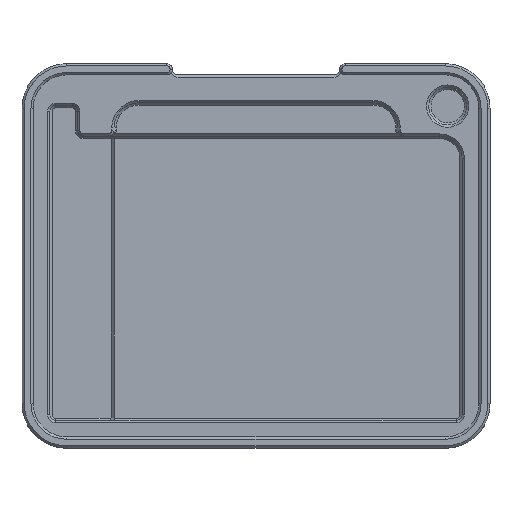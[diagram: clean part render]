
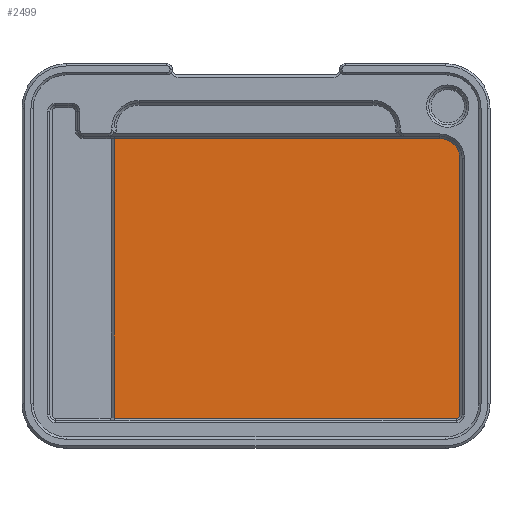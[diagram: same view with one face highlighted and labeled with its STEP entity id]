
A CAD part, top view. The second image highlights one B-rep face of the part: STEP entity #2499.
In plain terms, the highlighted planar face has unit normal (0, 0, 1).
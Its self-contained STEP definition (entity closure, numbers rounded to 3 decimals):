
#119=CIRCLE('',#2688,0.3);
#121=CIRCLE('',#2692,1.8);
#318=FACE_OUTER_BOUND('',#472,.T.);
#472=EDGE_LOOP('',(#2194,#2195,#2196,#2197,#2198,#2199));
#646=LINE('',#4027,#902);
#650=LINE('',#4039,#906);
#653=LINE('',#4049,#909);
#734=LINE('',#4239,#990);
#902=VECTOR('',#3244,10.);
#906=VECTOR('',#3256,10.);
#909=VECTOR('',#3267,10.);
#990=VECTOR('',#3484,10.);
#1162=VERTEX_POINT('',#4024);
#1163=VERTEX_POINT('',#4026);
#1165=VERTEX_POINT('',#4031);
#1167=VERTEX_POINT('',#4037);
#1169=VERTEX_POINT('',#4043);
#1170=VERTEX_POINT('',#4048);
#1444=EDGE_CURVE('',#1162,#1163,#646,.T.);
#1447=EDGE_CURVE('',#1165,#1162,#119,.T.);
#1450=EDGE_CURVE('',#1167,#1165,#650,.T.);
#1453=EDGE_CURVE('',#1169,#1167,#121,.T.);
#1455=EDGE_CURVE('',#1170,#1169,#653,.T.);
#1556=EDGE_CURVE('',#1163,#1170,#734,.T.);
#2194=ORIENTED_EDGE('',*,*,#1455,.F.);
#2195=ORIENTED_EDGE('',*,*,#1556,.F.);
#2196=ORIENTED_EDGE('',*,*,#1444,.F.);
#2197=ORIENTED_EDGE('',*,*,#1447,.F.);
#2198=ORIENTED_EDGE('',*,*,#1450,.F.);
#2199=ORIENTED_EDGE('',*,*,#1453,.F.);
#2352=PLANE('',#2762);
#2499=ADVANCED_FACE('',(#318),#2352,.T.);
#2688=AXIS2_PLACEMENT_3D('',#4033,#3249,#3250);
#2692=AXIS2_PLACEMENT_3D('',#4045,#3261,#3262);
#2762=AXIS2_PLACEMENT_3D('',#4238,#3482,#3483);
#3244=DIRECTION('',(-1.,0.,0.));
#3249=DIRECTION('center_axis',(0.,0.,-1.));
#3250=DIRECTION('ref_axis',(0.707,-0.707,0.));
#3256=DIRECTION('',(0.,-1.,0.));
#3261=DIRECTION('center_axis',(0.,0.,-1.));
#3262=DIRECTION('ref_axis',(0.707,0.707,0.));
#3267=DIRECTION('',(1.,0.,0.));
#3482=DIRECTION('center_axis',(0.,0.,1.));
#3483=DIRECTION('ref_axis',(1.,0.,0.));
#3484=DIRECTION('',(0.,1.,0.));
#4024=CARTESIAN_POINT('',(18.,-14.55,0.9));
#4026=CARTESIAN_POINT('',(-12.7,-14.55,0.9));
#4027=CARTESIAN_POINT('',(-9.25,-14.55,0.9));
#4031=CARTESIAN_POINT('',(18.3,-14.25,0.9));
#4033=CARTESIAN_POINT('Origin',(18.,-14.25,0.9));
#4037=CARTESIAN_POINT('',(18.3,8.75,0.9));
#4039=CARTESIAN_POINT('',(18.3,-7.688,0.9));
#4043=CARTESIAN_POINT('',(16.5,10.55,0.9));
#4045=CARTESIAN_POINT('Origin',(16.5,8.75,0.9));
#4048=CARTESIAN_POINT('',(-12.7,10.55,0.9));
#4049=CARTESIAN_POINT('',(9.25,10.55,0.9));
#4238=CARTESIAN_POINT('Origin',(0.,-0.625,
0.9));
#4239=CARTESIAN_POINT('',(-12.7,5.063,0.9));
